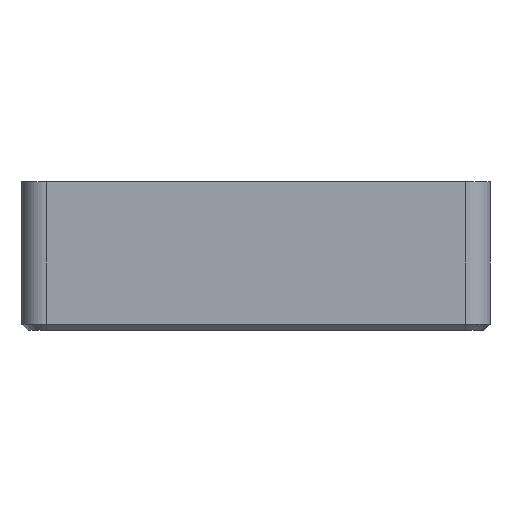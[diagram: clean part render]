
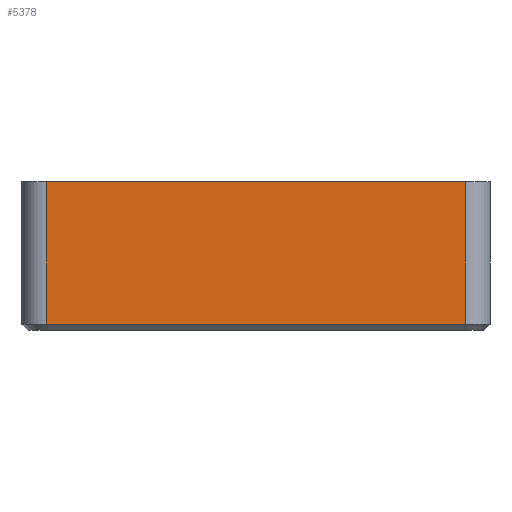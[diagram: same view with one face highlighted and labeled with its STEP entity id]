
A CAD part, front view. The second image highlights one B-rep face of the part: STEP entity #5378.
In plain terms, the highlighted planar face has unit normal (0, -1, 0).
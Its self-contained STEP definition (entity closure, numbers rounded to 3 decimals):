
#3845 = VERTEX_POINT('',#3846);
#3846 = CARTESIAN_POINT('',(-34.35,-56.3,22.8));
#3853 = EDGE_CURVE('',#3845,#3854,#3856,.T.);
#3854 = VERTEX_POINT('',#3855);
#3855 = CARTESIAN_POINT('',(34.35,-56.3,22.8));
#3856 = LINE('',#3857,#3858);
#3857 = CARTESIAN_POINT('',(38.35,-56.3,22.8));
#3858 = VECTOR('',#3859,1.);
#3859 = DIRECTION('',(1.,0.,0.));
#4703 = VERTEX_POINT('',#4704);
#4704 = CARTESIAN_POINT('',(-34.35,-56.3,-0.6));
#4712 = VERTEX_POINT('',#4713);
#4713 = CARTESIAN_POINT('',(34.35,-56.3,-0.6));
#4719 = EDGE_CURVE('',#4712,#4703,#4720,.T.);
#4720 = LINE('',#4721,#4722);
#4721 = CARTESIAN_POINT('',(-19.175,-56.3,-0.6));
#4722 = VECTOR('',#4723,1.);
#4723 = DIRECTION('',(-1.,0.,0.));
#5366 = EDGE_CURVE('',#4703,#3845,#5367,.T.);
#5367 = LINE('',#5368,#5369);
#5368 = CARTESIAN_POINT('',(-34.35,-56.3,-1.6));
#5369 = VECTOR('',#5370,1.);
#5370 = DIRECTION('',(0.,0.,1.));
#5378 = ADVANCED_FACE('',(#5379),#5390,.T.);
#5379 = FACE_BOUND('',#5380,.T.);
#5380 = EDGE_LOOP('',(#5381,#5382,#5388,#5389));
#5381 = ORIENTED_EDGE('',*,*,#4719,.F.);
#5382 = ORIENTED_EDGE('',*,*,#5383,.F.);
#5383 = EDGE_CURVE('',#3854,#4712,#5384,.T.);
#5384 = LINE('',#5385,#5386);
#5385 = CARTESIAN_POINT('',(34.35,-56.3,-1.6));
#5386 = VECTOR('',#5387,1.);
#5387 = DIRECTION('',(0.,0.,-1.));
#5388 = ORIENTED_EDGE('',*,*,#3853,.F.);
#5389 = ORIENTED_EDGE('',*,*,#5366,.F.);
#5390 = PLANE('',#5391);
#5391 = AXIS2_PLACEMENT_3D('',#5392,#5393,#5394);
#5392 = CARTESIAN_POINT('',(-38.35,-56.3,-1.6));
#5393 = DIRECTION('',(0.,-1.,0.));
#5394 = DIRECTION('',(1.,0.,0.));
